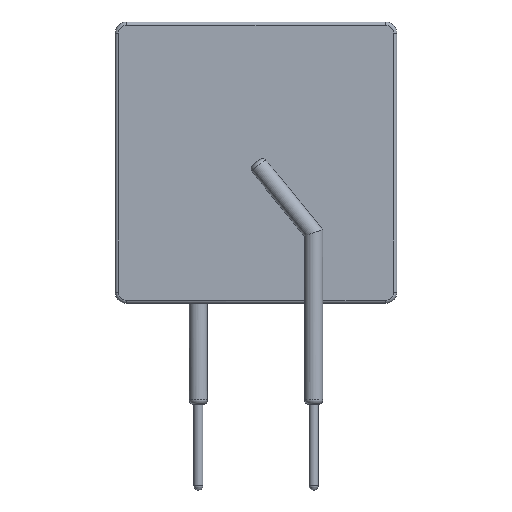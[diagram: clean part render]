
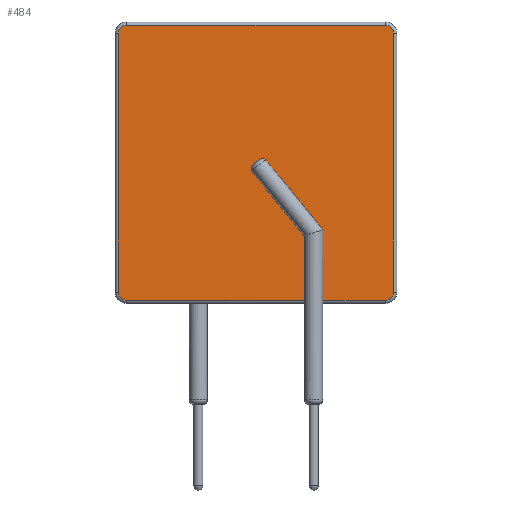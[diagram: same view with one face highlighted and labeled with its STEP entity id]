
A CAD part, front view. The second image highlights one B-rep face of the part: STEP entity #484.
In plain terms, the highlighted planar face has unit normal (0, -1, 0).
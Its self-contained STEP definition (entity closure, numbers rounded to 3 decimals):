
#128 = VERTEX_POINT('',#129);
#129 = CARTESIAN_POINT('',(17.265,-1.52,9.9));
#136 = EDGE_CURVE('',#128,#137,#139,.T.);
#137 = VERTEX_POINT('',#138);
#138 = CARTESIAN_POINT('',(17.265,-1.52,32.8));
#139 = LINE('',#140,#141);
#140 = CARTESIAN_POINT('',(17.265,-1.52,9.9));
#141 = VECTOR('',#142,1.);
#142 = DIRECTION('',(0.,0.,1.));
#220 = VERTEX_POINT('',#221);
#221 = CARTESIAN_POINT('',(16.55,-1.52,9.185));
#230 = EDGE_CURVE('',#220,#128,#231,.T.);
#231 = CIRCLE('',#232,0.715);
#232 = AXIS2_PLACEMENT_3D('',#233,#234,#235);
#233 = CARTESIAN_POINT('',(16.55,-1.52,9.9));
#234 = DIRECTION('',(0.,-1.,0.));
#235 = DIRECTION('',(0.,0.,-1.));
#484 = ADVANCED_FACE('',(#485),#639,.T.);
#485 = FACE_BOUND('',#486,.T.);
#486 = EDGE_LOOP('',(#487,#498,#506,#515,#523,#531,#540,#549,#570,#578,
#599,#608,#616,#622,#623,#624,#633));
#487 = ORIENTED_EDGE('',*,*,#488,.T.);
#488 = EDGE_CURVE('',#489,#491,#493,.T.);
#489 = VERTEX_POINT('',#490);
#490 = CARTESIAN_POINT('',(-6.35,-1.52,33.515));
#491 = VERTEX_POINT('',#492);
#492 = CARTESIAN_POINT('',(-7.065,-1.52,32.8));
#493 = CIRCLE('',#494,0.715);
#494 = AXIS2_PLACEMENT_3D('',#495,#496,#497);
#495 = CARTESIAN_POINT('',(-6.35,-1.52,32.8));
#496 = DIRECTION('',(0.,-1.,0.));
#497 = DIRECTION('',(0.,0.,1.));
#498 = ORIENTED_EDGE('',*,*,#499,.T.);
#499 = EDGE_CURVE('',#491,#500,#502,.T.);
#500 = VERTEX_POINT('',#501);
#501 = CARTESIAN_POINT('',(-7.065,-1.52,9.9));
#502 = LINE('',#503,#504);
#503 = CARTESIAN_POINT('',(-7.065,-1.52,32.8));
#504 = VECTOR('',#505,1.);
#505 = DIRECTION('',(0.,0.,-1.));
#506 = ORIENTED_EDGE('',*,*,#507,.T.);
#507 = EDGE_CURVE('',#500,#508,#510,.T.);
#508 = VERTEX_POINT('',#509);
#509 = CARTESIAN_POINT('',(-6.35,-1.52,9.185));
#510 = CIRCLE('',#511,0.715);
#511 = AXIS2_PLACEMENT_3D('',#512,#513,#514);
#512 = CARTESIAN_POINT('',(-6.35,-1.52,9.9));
#513 = DIRECTION('',(0.,-1.,0.));
#514 = DIRECTION('',(-1.,0.,0.));
#515 = ORIENTED_EDGE('',*,*,#516,.T.);
#516 = EDGE_CURVE('',#508,#517,#519,.T.);
#517 = VERTEX_POINT('',#518);
#518 = CARTESIAN_POINT('',(9.485,-1.52,9.185));
#519 = LINE('',#520,#521);
#520 = CARTESIAN_POINT('',(-6.35,-1.52,9.185));
#521 = VECTOR('',#522,1.);
#522 = DIRECTION('',(1.,0.,0.));
#523 = ORIENTED_EDGE('',*,*,#524,.F.);
#524 = EDGE_CURVE('',#525,#517,#527,.T.);
#525 = VERTEX_POINT('',#526);
#526 = CARTESIAN_POINT('',(9.485,-1.52,14.855));
#527 = LINE('',#528,#529);
#528 = CARTESIAN_POINT('',(9.485,-1.52,0.));
#529 = VECTOR('',#530,1.);
#530 = DIRECTION('',(0.,0.,-1.));
#531 = ORIENTED_EDGE('',*,*,#532,.F.);
#532 = EDGE_CURVE('',#533,#525,#535,.T.);
#533 = VERTEX_POINT('',#534);
#534 = CARTESIAN_POINT('',(7.105,-1.52,17.653));
#535 = ELLIPSE('',#536,10.488,0.81);
#536 = AXIS2_PLACEMENT_3D('',#537,#538,#539);
#537 = CARTESIAN_POINT('',(7.105,-1.52,18.931));
#538 = DIRECTION('',(0.,-1.,0.));
#539 = DIRECTION('',(0.631,0.,-0.776));
#540 = ORIENTED_EDGE('',*,*,#541,.F.);
#541 = EDGE_CURVE('',#542,#533,#544,.T.);
#542 = VERTEX_POINT('',#543);
#543 = CARTESIAN_POINT('',(4.753,-1.52,20.585));
#544 = ELLIPSE('',#545,10.488,0.81);
#545 = AXIS2_PLACEMENT_3D('',#546,#547,#548);
#546 = CARTESIAN_POINT('',(7.105,-1.52,18.931));
#547 = DIRECTION('',(0.,-1.,0.));
#548 = DIRECTION('',(0.631,0.,-0.776));
#549 = ORIENTED_EDGE('',*,*,#550,.T.);
#550 = EDGE_CURVE('',#542,#551,#553,.T.);
#551 = VERTEX_POINT('',#552);
#552 = CARTESIAN_POINT('',(4.84,-1.52,21.131));
#553 = B_SPLINE_CURVE_WITH_KNOTS('',8,(#554,#555,#556,#557,#558,#559,
#560,#561,#562,#563,#564,#565,#566,#567,#568,#569),.UNSPECIFIED.,.F.
,.F.,(9,7,9),(0.,0.822,1.),.UNSPECIFIED.);
#554 = CARTESIAN_POINT('',(4.753,-1.52,20.585));
#555 = CARTESIAN_POINT('',(4.715,-1.52,20.634));
#556 = CARTESIAN_POINT('',(4.687,-1.52,20.69));
#557 = CARTESIAN_POINT('',(4.67,-1.52,20.752));
#558 = CARTESIAN_POINT('',(4.665,-1.52,20.817));
#559 = CARTESIAN_POINT('',(4.672,-1.52,20.882));
#560 = CARTESIAN_POINT('',(4.692,-1.52,20.944));
#561 = CARTESIAN_POINT('',(4.723,-1.52,21.001));
#562 = CARTESIAN_POINT('',(4.771,-1.52,21.063));
#563 = CARTESIAN_POINT('',(4.779,-1.52,21.074));
#564 = CARTESIAN_POINT('',(4.789,-1.52,21.084));
#565 = CARTESIAN_POINT('',(4.798,-1.52,21.095));
#566 = CARTESIAN_POINT('',(4.808,-1.52,21.104));
#567 = CARTESIAN_POINT('',(4.818,-1.52,21.114));
#568 = CARTESIAN_POINT('',(4.829,-1.52,21.123));
#569 = CARTESIAN_POINT('',(4.84,-1.52,21.131));
#570 = ORIENTED_EDGE('',*,*,#571,.F.);
#571 = EDGE_CURVE('',#572,#551,#574,.T.);
#572 = VERTEX_POINT('',#573);
#573 = CARTESIAN_POINT('',(5.413,-1.52,21.598));
#574 = LINE('',#575,#576);
#575 = CARTESIAN_POINT('',(5.115,-1.52,21.355));
#576 = VECTOR('',#577,1.);
#577 = DIRECTION('',(-0.776,0.,-0.631));
#578 = ORIENTED_EDGE('',*,*,#579,.F.);
#579 = EDGE_CURVE('',#580,#572,#582,.T.);
#580 = VERTEX_POINT('',#581);
#581 = CARTESIAN_POINT('',(5.965,-1.52,21.571));
#582 = B_SPLINE_CURVE_WITH_KNOTS('',8,(#583,#584,#585,#586,#587,#588,
#589,#590,#591,#592,#593,#594,#595,#596,#597,#598),.UNSPECIFIED.,.F.
,.F.,(9,7,9),(0.,0.822,1.),.UNSPECIFIED.);
#583 = CARTESIAN_POINT('',(5.965,-1.52,21.571));
#584 = CARTESIAN_POINT('',(5.925,-1.52,21.618));
#585 = CARTESIAN_POINT('',(5.876,-1.52,21.657));
#586 = CARTESIAN_POINT('',(5.819,-1.52,21.687));
#587 = CARTESIAN_POINT('',(5.757,-1.52,21.705));
#588 = CARTESIAN_POINT('',(5.691,-1.52,21.71));
#589 = CARTESIAN_POINT('',(5.626,-1.52,21.704));
#590 = CARTESIAN_POINT('',(5.564,-1.52,21.685));
#591 = CARTESIAN_POINT('',(5.494,-1.52,21.651));
#592 = CARTESIAN_POINT('',(5.481,-1.52,21.645));
#593 = CARTESIAN_POINT('',(5.469,-1.52,21.638));
#594 = CARTESIAN_POINT('',(5.457,-1.52,21.631));
#595 = CARTESIAN_POINT('',(5.446,-1.52,21.623));
#596 = CARTESIAN_POINT('',(5.435,-1.52,21.615));
#597 = CARTESIAN_POINT('',(5.424,-1.52,21.606));
#598 = CARTESIAN_POINT('',(5.413,-1.52,21.598));
#599 = ORIENTED_EDGE('',*,*,#600,.F.);
#600 = EDGE_CURVE('',#601,#580,#603,.T.);
#601 = VERTEX_POINT('',#602);
#602 = CARTESIAN_POINT('',(10.915,-1.52,15.362));
#603 = ELLIPSE('',#604,10.488,0.81);
#604 = AXIS2_PLACEMENT_3D('',#605,#606,#607);
#605 = CARTESIAN_POINT('',(7.105,-1.52,18.931));
#606 = DIRECTION('',(0.,-1.,0.));
#607 = DIRECTION('',(0.631,0.,-0.776));
#608 = ORIENTED_EDGE('',*,*,#609,.T.);
#609 = EDGE_CURVE('',#601,#610,#612,.T.);
#610 = VERTEX_POINT('',#611);
#611 = CARTESIAN_POINT('',(10.915,-1.52,9.185));
#612 = LINE('',#613,#614);
#613 = CARTESIAN_POINT('',(10.915,-1.52,0.));
#614 = VECTOR('',#615,1.);
#615 = DIRECTION('',(0.,0.,-1.));
#616 = ORIENTED_EDGE('',*,*,#617,.T.);
#617 = EDGE_CURVE('',#610,#220,#618,.T.);
#618 = LINE('',#619,#620);
#619 = CARTESIAN_POINT('',(-6.35,-1.52,9.185));
#620 = VECTOR('',#621,1.);
#621 = DIRECTION('',(1.,0.,0.));
#622 = ORIENTED_EDGE('',*,*,#230,.T.);
#623 = ORIENTED_EDGE('',*,*,#136,.T.);
#624 = ORIENTED_EDGE('',*,*,#625,.T.);
#625 = EDGE_CURVE('',#137,#626,#628,.T.);
#626 = VERTEX_POINT('',#627);
#627 = CARTESIAN_POINT('',(16.55,-1.52,33.515));
#628 = CIRCLE('',#629,0.715);
#629 = AXIS2_PLACEMENT_3D('',#630,#631,#632);
#630 = CARTESIAN_POINT('',(16.55,-1.52,32.8));
#631 = DIRECTION('',(0.,-1.,0.));
#632 = DIRECTION('',(1.,0.,0.));
#633 = ORIENTED_EDGE('',*,*,#634,.T.);
#634 = EDGE_CURVE('',#626,#489,#635,.T.);
#635 = LINE('',#636,#637);
#636 = CARTESIAN_POINT('',(16.55,-1.52,33.515));
#637 = VECTOR('',#638,1.);
#638 = DIRECTION('',(-1.,0.,0.));
#639 = PLANE('',#640);
#640 = AXIS2_PLACEMENT_3D('',#641,#642,#643);
#641 = CARTESIAN_POINT('',(5.1,-1.52,21.35));
#642 = DIRECTION('',(0.,-1.,0.));
#643 = DIRECTION('',(0.,0.,-1.));
